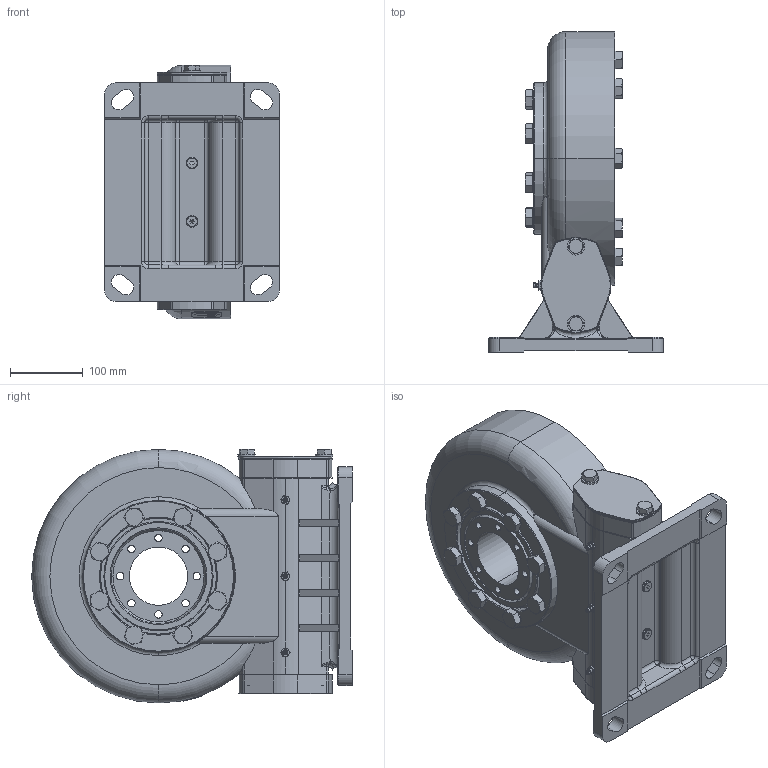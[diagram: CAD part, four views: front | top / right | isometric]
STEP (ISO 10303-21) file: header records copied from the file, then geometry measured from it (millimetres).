
FILE_DESCRIPTION (( 'STEP AP214' ), '1' );
FILE_NAME ('TGZ314-A1 - Assembly-SH.STEP', '2018-04-04T06:57:35', ( '' ), ( '' ), 'SwSTEP 2.0', 'SolidWorks 2016', '' );
FILE_SCHEMA (( 'AUTOMOTIVE_DESIGN' ));
Length unit declared in the file: millimetre
Products named in the file (1): TGZ314-A1 - Assembly-SH
Bounding box: 240 x 440 x 348.5 mm (x, y, z)
Surface area: 737785.1 mm2 (no closed solid volume)
Topology: 0 solids, 81 shells, 959 faces, 3039 edges, 2090 vertices
Faces by surface type: plane 384, cylinder 270, cone 168, torus 102, bspline 27, sphere 8
Entity records: 48497 total; most frequent: CARTESIAN_POINT 12019, DIRECTION 5318, ORIENTED_EDGE 4946, EDGE_CURVE 3027, VERTEX_POINT 2090, AXIS2_PLACEMENT_3D 1936, VECTOR 1446, LINE 1446
